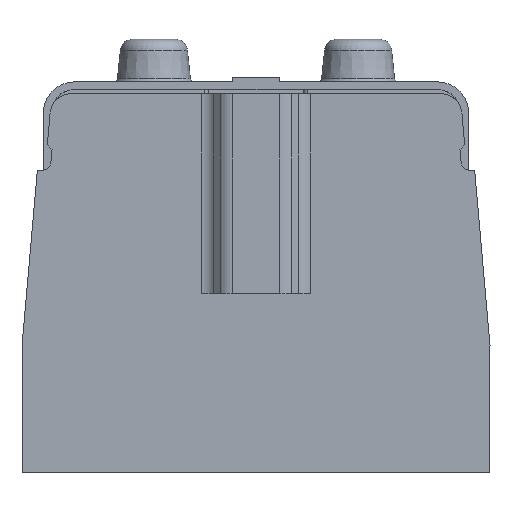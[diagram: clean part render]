
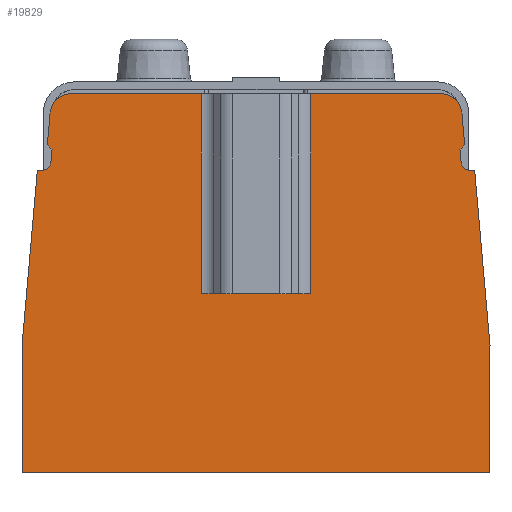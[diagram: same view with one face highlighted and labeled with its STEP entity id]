
A CAD part, top view. The second image highlights one B-rep face of the part: STEP entity #19829.
In plain terms, the highlighted planar face has unit normal (0, 0, 1).
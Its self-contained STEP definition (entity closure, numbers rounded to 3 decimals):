
#1418=DIRECTION('',(1.,0.,0.));
#1419=VECTOR('',#1418,30.562);
#1420=CARTESIAN_POINT('',(12.857,44.5,21.));
#1421=LINE('',#1420,#1419);
#1422=CARTESIAN_POINT('',(43.419,39.5,21.));
#1423=DIRECTION('',(0.,0.,-1.));
#1424=DIRECTION('',(0.,1.,0.));
#1425=AXIS2_PLACEMENT_3D('',#1422,#1423,#1424);
#1427=DIRECTION('',(0.087,-0.996,0.));
#1428=VECTOR('',#1427,7.464);
#1429=CARTESIAN_POINT('',(48.4,39.936,21.));
#1430=LINE('',#1429,#1428);
#1431=DIRECTION('',(-0.707,-0.707,0.));
#1432=VECTOR('',#1431,1.566);
#1433=CARTESIAN_POINT('',(49.05,32.5,21.));
#1434=LINE('',#1433,#1432);
#1435=DIRECTION('',(0.087,-0.996,0.));
#1436=VECTOR('',#1435,3.078);
#1437=CARTESIAN_POINT('',(47.943,31.392,21.));
#1438=LINE('',#1437,#1436);
#1439=CARTESIAN_POINT('',(50.203,28.5,21.));
#1440=DIRECTION('',(0.,0.,1.));
#1441=DIRECTION('',(-0.996,-0.087,0.));
#1442=AXIS2_PLACEMENT_3D('',#1439,#1440,#1441);
#1444=DIRECTION('',(0.087,-0.996,0.));
#1445=VECTOR('',#1444,41.306);
#1446=CARTESIAN_POINT('',(51.401,26.5,21.));
#1447=LINE('',#1446,#1445);
#1448=DIRECTION('',(0.,-1.,0.));
#1449=VECTOR('',#1448,29.852);
#1450=CARTESIAN_POINT('',(55.,-14.648,21.));
#1451=LINE('',#1450,#1449);
#1452=DIRECTION('',(-1.,0.,0.));
#1453=VECTOR('',#1452,110.);
#1454=CARTESIAN_POINT('',(55.,-44.5,21.));
#1455=LINE('',#1454,#1453);
#1456=DIRECTION('',(0.,1.,0.));
#1457=VECTOR('',#1456,29.852);
#1458=CARTESIAN_POINT('',(-55.,-44.5,21.));
#1459=LINE('',#1458,#1457);
#1460=DIRECTION('',(0.087,0.996,0.));
#1461=VECTOR('',#1460,41.306);
#1462=CARTESIAN_POINT('',(-55.,-14.648,21.));
#1463=LINE('',#1462,#1461);
#1464=CARTESIAN_POINT('',(-50.203,28.5,21.));
#1465=DIRECTION('',(0.,0.,1.));
#1466=DIRECTION('',(0.,-1.,0.));
#1467=AXIS2_PLACEMENT_3D('',#1464,#1465,#1466);
#1469=DIRECTION('',(0.087,0.996,0.));
#1470=VECTOR('',#1469,3.078);
#1471=CARTESIAN_POINT('',(-48.21,28.326,21.));
#1472=LINE('',#1471,#1470);
#1473=DIRECTION('',(-0.707,0.707,0.));
#1474=VECTOR('',#1473,1.566);
#1475=CARTESIAN_POINT('',(-47.942,31.392,21.));
#1476=LINE('',#1475,#1474);
#1477=DIRECTION('',(0.087,0.996,0.));
#1478=VECTOR('',#1477,7.464);
#1479=CARTESIAN_POINT('',(-49.05,32.5,21.));
#1480=LINE('',#1479,#1478);
#1481=CARTESIAN_POINT('',(-43.418,39.5,21.));
#1482=DIRECTION('',(0.,0.,-1.));
#1483=DIRECTION('',(-0.996,0.087,0.));
#1484=AXIS2_PLACEMENT_3D('',#1481,#1482,#1483);
#1486=DIRECTION('',(1.,0.,0.));
#1487=VECTOR('',#1486,30.562);
#1488=CARTESIAN_POINT('',(-43.418,44.5,21.));
#1489=LINE('',#1488,#1487);
#1490=DIRECTION('',(-1.,0.,0.));
#1491=VECTOR('',#1490,25.714);
#1492=CARTESIAN_POINT('',(12.857,-2.5,21.));
#1493=LINE('',#1492,#1491);
#1522=DIRECTION('',(0.,1.,0.));
#1523=VECTOR('',#1522,47.);
#1524=CARTESIAN_POINT('',(-12.857,-2.5,21.));
#1525=LINE('',#1524,#1523);
#1554=DIRECTION('',(0.,-1.,0.));
#1555=VECTOR('',#1554,47.);
#1556=CARTESIAN_POINT('',(12.857,44.5,21.));
#1557=LINE('',#1556,#1555);
#1582=DIRECTION('',(-1.,0.,0.));
#1583=VECTOR('',#1582,1.197);
#1584=CARTESIAN_POINT('',(51.401,26.5,21.));
#1585=LINE('',#1584,#1583);
#1610=DIRECTION('',(-1.,0.,0.));
#1611=VECTOR('',#1610,1.197);
#1612=CARTESIAN_POINT('',(-50.203,26.5,21.));
#1613=LINE('',#1612,#1611);
#14558=CARTESIAN_POINT('',(12.857,44.5,21.));
#14559=CARTESIAN_POINT('',(43.419,44.5,21.));
#14560=VERTEX_POINT('',#14558);
#14561=VERTEX_POINT('',#14559);
#14574=CARTESIAN_POINT('',(-12.857,44.5,21.));
#14575=VERTEX_POINT('',#14574);
#14576=CARTESIAN_POINT('',(-43.418,44.5,21.));
#14577=VERTEX_POINT('',#14576);
#14852=CARTESIAN_POINT('',(-55.,-14.648,21.));
#14853=VERTEX_POINT('',#14852);
#14854=CARTESIAN_POINT('',(-55.,-44.5,21.));
#14855=VERTEX_POINT('',#14854);
#14894=CARTESIAN_POINT('',(55.,-44.5,21.));
#14895=VERTEX_POINT('',#14894);
#17813=CARTESIAN_POINT('',(55.,-14.648,21.));
#17814=VERTEX_POINT('',#17813);
#17815=CARTESIAN_POINT('',(48.4,39.936,21.));
#17816=VERTEX_POINT('',#17815);
#17817=CARTESIAN_POINT('',(49.05,32.5,21.));
#17818=VERTEX_POINT('',#17817);
#17819=CARTESIAN_POINT('',(47.943,31.392,21.));
#17820=VERTEX_POINT('',#17819);
#17821=CARTESIAN_POINT('',(48.211,28.326,21.));
#17822=VERTEX_POINT('',#17821);
#17823=CARTESIAN_POINT('',(50.203,26.5,21.));
#17824=VERTEX_POINT('',#17823);
#17825=CARTESIAN_POINT('',(51.401,26.5,21.));
#17826=VERTEX_POINT('',#17825);
#17827=CARTESIAN_POINT('',(-51.4,26.5,21.));
#17828=VERTEX_POINT('',#17827);
#17829=CARTESIAN_POINT('',(-50.203,26.5,21.));
#17830=CARTESIAN_POINT('',(-48.21,28.326,21.));
#17831=VERTEX_POINT('',#17829);
#17832=VERTEX_POINT('',#17830);
#17833=CARTESIAN_POINT('',(-47.942,31.392,21.));
#17834=VERTEX_POINT('',#17833);
#17835=CARTESIAN_POINT('',(-49.05,32.5,21.));
#17836=VERTEX_POINT('',#17835);
#17837=CARTESIAN_POINT('',(-48.399,39.936,21.));
#17838=VERTEX_POINT('',#17837);
#17839=CARTESIAN_POINT('',(12.857,-2.5,21.));
#17840=CARTESIAN_POINT('',(-12.857,-2.5,21.));
#17841=VERTEX_POINT('',#17839);
#17842=VERTEX_POINT('',#17840);
#19785=CARTESIAN_POINT('',(0.,0.,21.));
#19786=DIRECTION('',(0.,0.,1.));
#19787=DIRECTION('',(-1.,0.,0.));
#19788=AXIS2_PLACEMENT_3D('',#19785,#19786,#19787);
#19789=PLANE('',#19788);
#19791=ORIENTED_EDGE('',*,*,#19790,.F.);
#19793=ORIENTED_EDGE('',*,*,#19792,.F.);
#19794=ORIENTED_EDGE('',*,*,#18688,.T.);
#19795=ORIENTED_EDGE('',*,*,#18758,.T.);
#19797=ORIENTED_EDGE('',*,*,#19796,.T.);
#19799=ORIENTED_EDGE('',*,*,#19798,.T.);
#19801=ORIENTED_EDGE('',*,*,#19800,.T.);
#19803=ORIENTED_EDGE('',*,*,#19802,.T.);
#19805=ORIENTED_EDGE('',*,*,#19804,.F.);
#19807=ORIENTED_EDGE('',*,*,#19806,.T.);
#19808=ORIENTED_EDGE('',*,*,#19705,.T.);
#19809=ORIENTED_EDGE('',*,*,#19724,.T.);
#19810=ORIENTED_EDGE('',*,*,#19015,.T.);
#19812=ORIENTED_EDGE('',*,*,#19811,.T.);
#19814=ORIENTED_EDGE('',*,*,#19813,.F.);
#19816=ORIENTED_EDGE('',*,*,#19815,.T.);
#19818=ORIENTED_EDGE('',*,*,#19817,.T.);
#19820=ORIENTED_EDGE('',*,*,#19819,.T.);
#19822=ORIENTED_EDGE('',*,*,#19821,.T.);
#19823=ORIENTED_EDGE('',*,*,#18832,.T.);
#19824=ORIENTED_EDGE('',*,*,#18704,.T.);
#19826=ORIENTED_EDGE('',*,*,#19825,.F.);
#19827=EDGE_LOOP('',(#19791,#19793,#19794,#19795,#19797,#19799,#19801,#19803,
#19805,#19807,#19808,#19809,#19810,#19812,#19814,#19816,#19818,#19820,#19822,
#19823,#19824,#19826));
#19828=FACE_OUTER_BOUND('',#19827,.F.);
#1426=CIRCLE('',#1425,5.);
#1443=CIRCLE('',#1442,2.);
#1468=CIRCLE('',#1467,2.);
#1485=CIRCLE('',#1484,5.);
#18688=EDGE_CURVE('',#14560,#14561,#1421,.T.);
#18704=EDGE_CURVE('',#14577,#14575,#1489,.T.);
#18758=EDGE_CURVE('',#14561,#17816,#1426,.T.);
#18832=EDGE_CURVE('',#17838,#14577,#1485,.T.);
#19015=EDGE_CURVE('',#14855,#14853,#1459,.T.);
#19705=EDGE_CURVE('',#17814,#14895,#1451,.T.);
#19724=EDGE_CURVE('',#14895,#14855,#1455,.T.);
#19790=EDGE_CURVE('',#17841,#17842,#1493,.T.);
#19792=EDGE_CURVE('',#14560,#17841,#1557,.T.);
#19796=EDGE_CURVE('',#17816,#17818,#1430,.T.);
#19798=EDGE_CURVE('',#17818,#17820,#1434,.T.);
#19800=EDGE_CURVE('',#17820,#17822,#1438,.T.);
#19802=EDGE_CURVE('',#17822,#17824,#1443,.T.);
#19804=EDGE_CURVE('',#17826,#17824,#1585,.T.);
#19806=EDGE_CURVE('',#17826,#17814,#1447,.T.);
#19811=EDGE_CURVE('',#14853,#17828,#1463,.T.);
#19813=EDGE_CURVE('',#17831,#17828,#1613,.T.);
#19815=EDGE_CURVE('',#17831,#17832,#1468,.T.);
#19817=EDGE_CURVE('',#17832,#17834,#1472,.T.);
#19819=EDGE_CURVE('',#17834,#17836,#1476,.T.);
#19821=EDGE_CURVE('',#17836,#17838,#1480,.T.);
#19825=EDGE_CURVE('',#17842,#14575,#1525,.T.);
#19829=ADVANCED_FACE('',(#19828),#19789,.T.);
